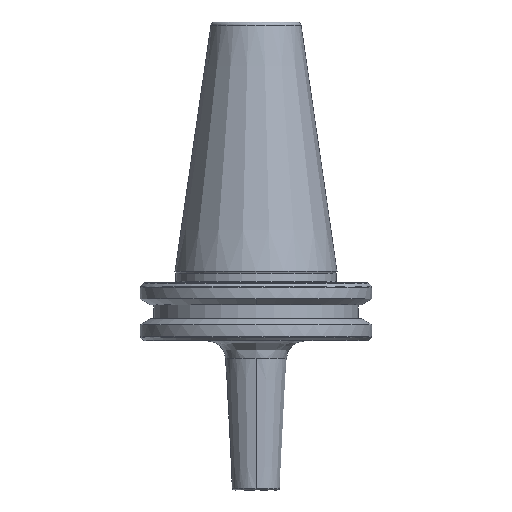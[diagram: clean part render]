
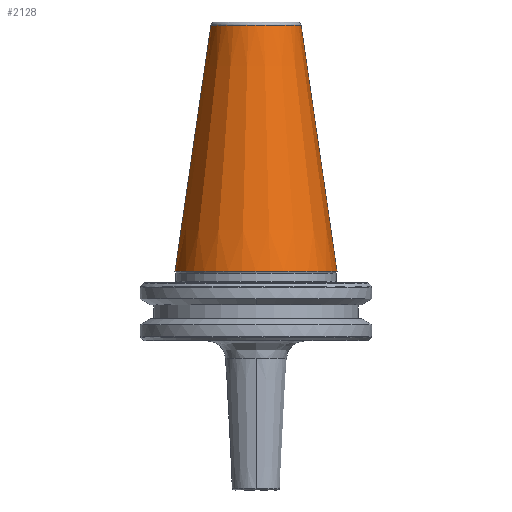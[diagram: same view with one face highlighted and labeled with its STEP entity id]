
A CAD part, front view. The second image highlights one B-rep face of the part: STEP entity #2128.
In plain terms, the highlighted conical face has half-angle 8.297 degrees and reference radius 22.225 mm.
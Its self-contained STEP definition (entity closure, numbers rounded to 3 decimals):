
#249 = EDGE_CURVE ( 'NONE', #2154, #311, #630, .T. ) ;
#270 = VECTOR ( 'NONE', #1852, 1000. ) ;
#311 = VERTEX_POINT ( 'NONE', #1702 ) ;
#414 = DIRECTION ( 'NONE',  ( 0., 0., -1. ) ) ;
#427 = CARTESIAN_POINT ( 'NONE',  ( -22.225, 0., 0. ) ) ;
#492 = EDGE_CURVE ( 'NONE', #2154, #2590, #2605, .T. ) ;
#513 = CARTESIAN_POINT ( 'NONE',  ( 0., 0., 0. ) ) ;
#522 = ORIENTED_EDGE ( 'NONE', *, *, #1568, .T. ) ;
#630 = CIRCLE ( 'NONE', #1061, 12.375 ) ;
#650 = CARTESIAN_POINT ( 'NONE',  ( 0., 0., 0. ) ) ;
#751 = DIRECTION ( 'NONE',  ( -1., 0., 0. ) ) ;
#879 = DIRECTION ( 'NONE',  ( -1., 0., 0. ) ) ;
#1061 = AXIS2_PLACEMENT_3D ( 'NONE', #2281, #2069, #1131 ) ;
#1131 = DIRECTION ( 'NONE',  ( -1., 0., 0. ) ) ;
#1207 = DIRECTION ( 'NONE',  ( -0.144, 0., -0.99 ) ) ;
#1343 = ORIENTED_EDGE ( 'NONE', *, *, #249, .T. ) ;
#1460 = EDGE_CURVE ( 'NONE', #311, #2172, #2875, .T. ) ;
#1568 = EDGE_CURVE ( 'NONE', #2172, #2590, #2817, .T. ) ;
#1702 = CARTESIAN_POINT ( 'NONE',  ( -12.375, 0., 67.544 ) ) ;
#1783 = ORIENTED_EDGE ( 'NONE', *, *, #1460, .T. ) ;
#1838 = CARTESIAN_POINT ( 'NONE',  ( 12.375, 0., 67.544 ) ) ;
#1852 = DIRECTION ( 'NONE',  ( 0.144, 0., -0.99 ) ) ;
#1956 = CONICAL_SURFACE ( 'NONE', #2454, 22.225, 0.145 ) ;
#2061 = ORIENTED_EDGE ( 'NONE', *, *, #492, .F. ) ;
#2069 = DIRECTION ( 'NONE',  ( 0., 0., -1. ) ) ;
#2078 = CARTESIAN_POINT ( 'NONE',  ( 22.225, 0., 0. ) ) ;
#2128 = ADVANCED_FACE ( 'NONE', ( #2640 ), #1956, .T. ) ;
#2152 = DIRECTION ( 'NONE',  ( 0., 0., 1. ) ) ;
#2154 = VERTEX_POINT ( 'NONE', #1838 ) ;
#2172 = VERTEX_POINT ( 'NONE', #427 ) ;
#2242 = AXIS2_PLACEMENT_3D ( 'NONE', #513, #2152, #751 ) ;
#2248 = VECTOR ( 'NONE', #1207, 1000. ) ;
#2281 = CARTESIAN_POINT ( 'NONE',  ( 0., 0., 67.544 ) ) ;
#2454 = AXIS2_PLACEMENT_3D ( 'NONE', #650, #414, #879 ) ;
#2530 = EDGE_LOOP ( 'NONE', ( #2061, #1343, #1783, #522 ) ) ;
#2590 = VERTEX_POINT ( 'NONE', #2815 ) ;
#2605 = LINE ( 'NONE', #2078, #270 ) ;
#2640 = FACE_OUTER_BOUND ( 'NONE', #2530, .T. ) ;
#2815 = CARTESIAN_POINT ( 'NONE',  ( 22.225, 0., 0. ) ) ;
#2817 = CIRCLE ( 'NONE', #2242, 22.225 ) ;
#2843 = CARTESIAN_POINT ( 'NONE',  ( -22.225, 0., 0. ) ) ;
#2875 = LINE ( 'NONE', #2843, #2248 ) ;
